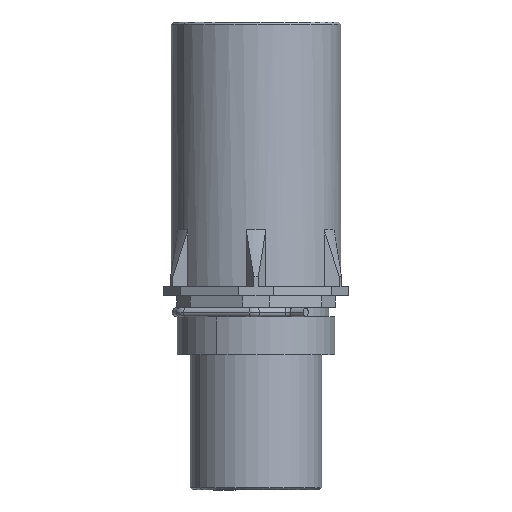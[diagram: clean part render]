
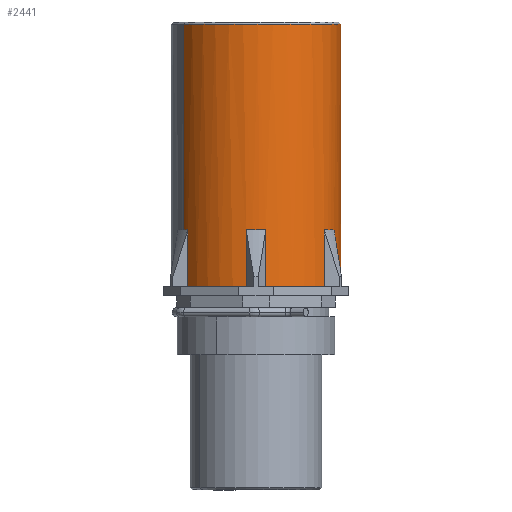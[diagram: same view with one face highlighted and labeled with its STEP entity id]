
A CAD part, front view. The second image highlights one B-rep face of the part: STEP entity #2441.
In plain terms, the highlighted cylindrical face has radius 18.75 mm (diameter 37.5 mm), a partial arc.
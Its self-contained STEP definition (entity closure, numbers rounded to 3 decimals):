
#518=AXIS2_PLACEMENT_3D('Circle Axis2P3D',#516,#517,$) ;
#951=AXIS2_PLACEMENT_3D('Circle Axis2P3D',#949,#950,$) ;
#965=AXIS2_PLACEMENT_3D('Circle Axis2P3D',#963,#964,$) ;
#1017=AXIS2_PLACEMENT_3D('Circle Axis2P3D',#1015,#1016,$) ;
#2322=AXIS2_PLACEMENT_3D('Circle Axis2P3D',#2320,#2321,$) ;
#2334=AXIS2_PLACEMENT_3D('Circle Axis2P3D',#2332,#2333,$) ;
#2353=AXIS2_PLACEMENT_3D('Circle Axis2P3D',#2351,#2352,$) ;
#2390=AXIS2_PLACEMENT_3D('Circle Axis2P3D',#2388,#2389,$) ;
#2411=AXIS2_PLACEMENT_3D('Cylinder Axis2P3D',#2408,#2409,#2410) ;
#445=CARTESIAN_POINT('Vertex',(4.488,11.744,102.8)) ;
#461=CARTESIAN_POINT('Vertex',(36.512,31.256,102.8)) ;
#511=CARTESIAN_POINT('Vertex',(37.71,28.942,44.9)) ;
#516=CARTESIAN_POINT('Axis2P3D Location',(20.5,21.5,44.9)) ;
#520=CARTESIAN_POINT('Vertex',(37.71,14.058,44.9)) ;
#927=CARTESIAN_POINT('Vertex',(5.45,10.317,44.9)) ;
#946=CARTESIAN_POINT('Vertex',(18.34,2.875,44.9)) ;
#949=CARTESIAN_POINT('Axis2P3D Location',(20.5,21.5,44.9)) ;
#963=CARTESIAN_POINT('Axis2P3D Location',(20.5,21.5,44.9)) ;
#967=CARTESIAN_POINT('Vertex',(35.55,10.317,44.9)) ;
#969=CARTESIAN_POINT('Vertex',(22.66,2.875,44.9)) ;
#1015=CARTESIAN_POINT('Axis2P3D Location',(20.5,21.5,102.8)) ;
#1985=CARTESIAN_POINT('Line Origine',(37.71,28.942,51.15)) ;
#1989=CARTESIAN_POINT('Vertex',(37.71,28.942,57.4)) ;
#2012=CARTESIAN_POINT('Line Origine',(37.71,14.058,51.15)) ;
#2016=CARTESIAN_POINT('Vertex',(37.71,14.058,57.4)) ;
#2039=CARTESIAN_POINT('Line Origine',(35.55,10.317,51.15)) ;
#2043=CARTESIAN_POINT('Vertex',(35.55,10.317,57.4)) ;
#2066=CARTESIAN_POINT('Line Origine',(5.45,10.317,51.15)) ;
#2070=CARTESIAN_POINT('Vertex',(5.45,10.317,57.4)) ;
#2174=CARTESIAN_POINT('Line Origine',(22.66,2.875,51.15)) ;
#2178=CARTESIAN_POINT('Vertex',(22.66,2.875,57.4)) ;
#2201=CARTESIAN_POINT('Line Origine',(18.34,2.875,51.15)) ;
#2205=CARTESIAN_POINT('Vertex',(18.34,2.875,57.4)) ;
#2320=CARTESIAN_POINT('Axis2P3D Location',(20.5,21.5,57.4)) ;
#2332=CARTESIAN_POINT('Axis2P3D Location',(20.5,21.5,57.4)) ;
#2348=CARTESIAN_POINT('Vertex',(36.512,31.256,57.4)) ;
#2351=CARTESIAN_POINT('Axis2P3D Location',(20.5,21.5,57.4)) ;
#2388=CARTESIAN_POINT('Axis2P3D Location',(20.5,21.5,57.4)) ;
#2392=CARTESIAN_POINT('Vertex',(4.488,11.744,57.4)) ;
#2408=CARTESIAN_POINT('Axis2P3D Location',(20.5,21.5,51.65)) ;
#2413=CARTESIAN_POINT('Line Origine',(36.512,31.256,73.1)) ;
#2418=CARTESIAN_POINT('Line Origine',(4.488,11.744,73.1)) ;
#517=DIRECTION('Axis2P3D Direction',(-0.,0.,-1.)) ;
#950=DIRECTION('Axis2P3D Direction',(-0.,0.,-1.)) ;
#964=DIRECTION('Axis2P3D Direction',(-0.,0.,-1.)) ;
#1016=DIRECTION('Axis2P3D Direction',(0.,0.,-1.)) ;
#1986=DIRECTION('Vector Direction',(0.,0.,1.)) ;
#2013=DIRECTION('Vector Direction',(0.,0.,1.)) ;
#2040=DIRECTION('Vector Direction',(0.,0.,1.)) ;
#2067=DIRECTION('Vector Direction',(0.,0.,1.)) ;
#2175=DIRECTION('Vector Direction',(0.,0.,1.)) ;
#2202=DIRECTION('Vector Direction',(0.,0.,1.)) ;
#2321=DIRECTION('Axis2P3D Direction',(-0.,0.,-1.)) ;
#2333=DIRECTION('Axis2P3D Direction',(-0.,0.,-1.)) ;
#2352=DIRECTION('Axis2P3D Direction',(-0.,0.,-1.)) ;
#2389=DIRECTION('Axis2P3D Direction',(-0.,0.,-1.)) ;
#2409=DIRECTION('Axis2P3D Direction',(-0.,0.,-1.)) ;
#2410=DIRECTION('Axis2P3D XDirection',(-0.854,-0.52,0.)) ;
#2414=DIRECTION('Vector Direction',(0.,0.,-1.)) ;
#2419=DIRECTION('Vector Direction',(0.,0.,-1.)) ;
#1987=VECTOR('Line Direction',#1986,1.) ;
#2014=VECTOR('Line Direction',#2013,1.) ;
#2041=VECTOR('Line Direction',#2040,1.) ;
#2068=VECTOR('Line Direction',#2067,1.) ;
#2176=VECTOR('Line Direction',#2175,1.) ;
#2203=VECTOR('Line Direction',#2202,1.) ;
#2415=VECTOR('Line Direction',#2414,1.) ;
#2420=VECTOR('Line Direction',#2419,1.) ;
#2424=ORIENTED_EDGE('',*,*,#2180,.F.) ;
#2425=ORIENTED_EDGE('',*,*,#971,.F.) ;
#2426=ORIENTED_EDGE('',*,*,#2045,.T.) ;
#2427=ORIENTED_EDGE('',*,*,#2336,.T.) ;
#2428=ORIENTED_EDGE('',*,*,#2018,.F.) ;
#2429=ORIENTED_EDGE('',*,*,#522,.F.) ;
#2430=ORIENTED_EDGE('',*,*,#1991,.T.) ;
#2431=ORIENTED_EDGE('',*,*,#2355,.T.) ;
#2432=ORIENTED_EDGE('',*,*,#2417,.T.) ;
#2433=ORIENTED_EDGE('',*,*,#1019,.T.) ;
#2434=ORIENTED_EDGE('',*,*,#2422,.F.) ;
#2435=ORIENTED_EDGE('',*,*,#2394,.T.) ;
#2436=ORIENTED_EDGE('',*,*,#2072,.F.) ;
#2437=ORIENTED_EDGE('',*,*,#953,.F.) ;
#2438=ORIENTED_EDGE('',*,*,#2207,.T.) ;
#2439=ORIENTED_EDGE('',*,*,#2324,.T.) ;
#2441=ADVANCED_FACE('KOERPER.2',(#2440),#2412,.T.) ;
#519=CIRCLE('generated circle',#518,18.75) ;
#952=CIRCLE('generated circle',#951,18.75) ;
#966=CIRCLE('generated circle',#965,18.75) ;
#1018=CIRCLE('generated circle',#1017,18.75) ;
#2323=CIRCLE('generated circle',#2322,18.75) ;
#2335=CIRCLE('generated circle',#2334,18.75) ;
#2354=CIRCLE('generated circle',#2353,18.75) ;
#2391=CIRCLE('generated circle',#2390,18.75) ;
#2412=CYLINDRICAL_SURFACE('generated cylinder',#2411,18.75) ;
#522=EDGE_CURVE('',#512,#521,#519,.T.) ;
#953=EDGE_CURVE('',#947,#928,#952,.T.) ;
#971=EDGE_CURVE('',#968,#970,#966,.T.) ;
#1019=EDGE_CURVE('',#462,#446,#1018,.T.) ;
#1991=EDGE_CURVE('',#512,#1990,#1988,.T.) ;
#2018=EDGE_CURVE('',#521,#2017,#2015,.T.) ;
#2045=EDGE_CURVE('',#968,#2044,#2042,.T.) ;
#2072=EDGE_CURVE('',#928,#2071,#2069,.T.) ;
#2180=EDGE_CURVE('',#970,#2179,#2177,.T.) ;
#2207=EDGE_CURVE('',#947,#2206,#2204,.T.) ;
#2324=EDGE_CURVE('',#2206,#2179,#2323,.F.) ;
#2336=EDGE_CURVE('',#2044,#2017,#2335,.F.) ;
#2355=EDGE_CURVE('',#1990,#2349,#2354,.F.) ;
#2394=EDGE_CURVE('',#2393,#2071,#2391,.F.) ;
#2417=EDGE_CURVE('',#2349,#462,#2416,.F.) ;
#2422=EDGE_CURVE('',#2393,#446,#2421,.F.) ;
#2423=EDGE_LOOP('',(#2424,#2425,#2426,#2427,#2428,#2429,#2430,#2431,#2432,#2433,#2434,#2435,#2436,#2437,#2438,#2439)) ;
#2440=FACE_OUTER_BOUND('',#2423,.T.) ;
#1988=LINE('Line',#1985,#1987) ;
#2015=LINE('Line',#2012,#2014) ;
#2042=LINE('Line',#2039,#2041) ;
#2069=LINE('Line',#2066,#2068) ;
#2177=LINE('Line',#2174,#2176) ;
#2204=LINE('Line',#2201,#2203) ;
#2416=LINE('Line',#2413,#2415) ;
#2421=LINE('Line',#2418,#2420) ;
#446=VERTEX_POINT('',#445) ;
#462=VERTEX_POINT('',#461) ;
#512=VERTEX_POINT('',#511) ;
#521=VERTEX_POINT('',#520) ;
#928=VERTEX_POINT('',#927) ;
#947=VERTEX_POINT('',#946) ;
#968=VERTEX_POINT('',#967) ;
#970=VERTEX_POINT('',#969) ;
#1990=VERTEX_POINT('',#1989) ;
#2017=VERTEX_POINT('',#2016) ;
#2044=VERTEX_POINT('',#2043) ;
#2071=VERTEX_POINT('',#2070) ;
#2179=VERTEX_POINT('',#2178) ;
#2206=VERTEX_POINT('',#2205) ;
#2349=VERTEX_POINT('',#2348) ;
#2393=VERTEX_POINT('',#2392) ;
